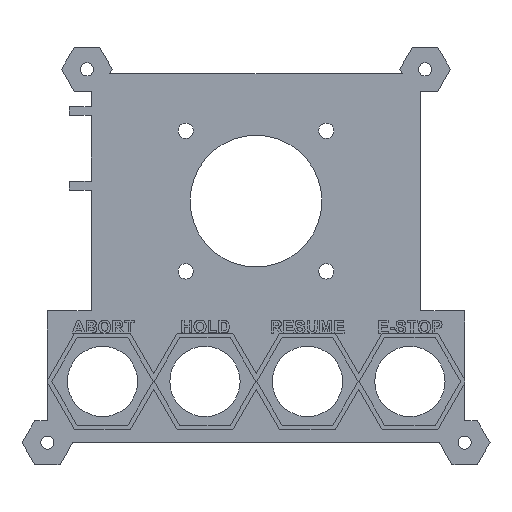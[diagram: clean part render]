
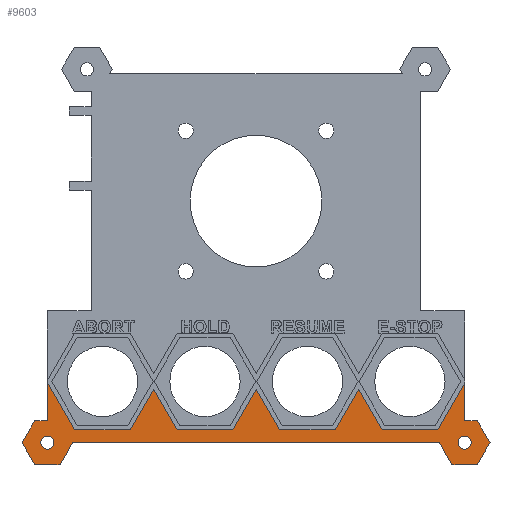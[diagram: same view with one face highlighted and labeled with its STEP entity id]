
A CAD part, top view. The second image highlights one B-rep face of the part: STEP entity #9603.
In plain terms, the highlighted planar face has unit normal (0, 0, 1).
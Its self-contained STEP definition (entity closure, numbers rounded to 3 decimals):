
#260=FACE_BOUND('',#1973,.T.);
#261=FACE_BOUND('',#1974,.T.);
#940=PLANE('',#9932);
#1438=FACE_OUTER_BOUND('',#1972,.T.);
#1972=EDGE_LOOP('',(#8880,#8881,#8882,#8883,#8884,#8885,#8886,#8887,#8888,
#8889,#8890,#8891,#8892,#8893,#8894,#8895,#8896,#8897,#8898,#8899,#8900,
#8901,#8902,#8903,#8904));
#1973=EDGE_LOOP('',(#8905));
#1974=EDGE_LOOP('',(#8906));
#2843=LINE('',#17729,#3797);
#2847=LINE('',#17737,#3801);
#2850=LINE('',#17743,#3804);
#2853=LINE('',#17749,#3807);
#2856=LINE('',#17755,#3810);
#2859=LINE('',#17761,#3813);
#2862=LINE('',#17767,#3816);
#2865=LINE('',#17773,#3819);
#2881=LINE('',#17806,#3835);
#2885=LINE('',#17814,#3839);
#2888=LINE('',#17820,#3842);
#2891=LINE('',#17825,#3845);
#2895=LINE('',#17835,#3849);
#2896=LINE('',#17837,#3850);
#2897=LINE('',#17839,#3851);
#2898=LINE('',#17841,#3852);
#2899=LINE('',#17843,#3853);
#2900=LINE('',#17845,#3854);
#2901=LINE('',#17847,#3855);
#2902=LINE('',#17849,#3856);
#2903=LINE('',#17851,#3857);
#2904=LINE('',#17853,#3858);
#2905=LINE('',#17855,#3859);
#2906=LINE('',#17857,#3860);
#2907=LINE('',#17858,#3861);
#3797=VECTOR('',#11289,10.);
#3801=VECTOR('',#11295,10.);
#3804=VECTOR('',#11300,10.);
#3807=VECTOR('',#11305,10.);
#3810=VECTOR('',#11310,10.);
#3813=VECTOR('',#11315,10.);
#3816=VECTOR('',#11320,10.);
#3819=VECTOR('',#11325,10.);
#3835=VECTOR('',#11359,10.);
#3839=VECTOR('',#11365,10.);
#3842=VECTOR('',#11370,10.);
#3845=VECTOR('',#11375,10.);
#3849=VECTOR('',#11389,10.);
#3850=VECTOR('',#11390,10.);
#3851=VECTOR('',#11391,10.);
#3852=VECTOR('',#11392,10.);
#3853=VECTOR('',#11393,10.);
#3854=VECTOR('',#11394,10.);
#3855=VECTOR('',#11395,10.);
#3856=VECTOR('',#11396,10.);
#3857=VECTOR('',#11397,10.);
#3858=VECTOR('',#11398,10.);
#3859=VECTOR('',#11399,10.);
#3860=VECTOR('',#11400,10.);
#3861=VECTOR('',#11401,10.);
#3938=CIRCLE('',#9660,1.5);
#3942=CIRCLE('',#9666,1.5);
#3964=VERTEX_POINT('',#11562);
#3968=VERTEX_POINT('',#11574);
#4823=VERTEX_POINT('',#17727);
#4824=VERTEX_POINT('',#17728);
#4827=VERTEX_POINT('',#17736);
#4829=VERTEX_POINT('',#17742);
#4831=VERTEX_POINT('',#17748);
#4833=VERTEX_POINT('',#17754);
#4835=VERTEX_POINT('',#17760);
#4837=VERTEX_POINT('',#17766);
#4839=VERTEX_POINT('',#17772);
#4846=VERTEX_POINT('',#17804);
#4847=VERTEX_POINT('',#17805);
#4850=VERTEX_POINT('',#17813);
#4852=VERTEX_POINT('',#17819);
#4854=VERTEX_POINT('',#17834);
#4855=VERTEX_POINT('',#17836);
#4856=VERTEX_POINT('',#17838);
#4857=VERTEX_POINT('',#17840);
#4858=VERTEX_POINT('',#17842);
#4859=VERTEX_POINT('',#17844);
#4860=VERTEX_POINT('',#17846);
#4861=VERTEX_POINT('',#17848);
#4862=VERTEX_POINT('',#17850);
#4863=VERTEX_POINT('',#17852);
#4864=VERTEX_POINT('',#17854);
#4865=VERTEX_POINT('',#17856);
#4904=EDGE_CURVE('',#3964,#3964,#3938,.T.);
#4910=EDGE_CURVE('',#3968,#3968,#3942,.T.);
#6173=EDGE_CURVE('',#4823,#4824,#2843,.T.);
#6177=EDGE_CURVE('',#4824,#4827,#2847,.T.);
#6180=EDGE_CURVE('',#4827,#4829,#2850,.T.);
#6183=EDGE_CURVE('',#4829,#4831,#2853,.T.);
#6186=EDGE_CURVE('',#4831,#4833,#2856,.T.);
#6189=EDGE_CURVE('',#4833,#4835,#2859,.T.);
#6192=EDGE_CURVE('',#4835,#4837,#2862,.T.);
#6195=EDGE_CURVE('',#4837,#4839,#2865,.T.);
#6211=EDGE_CURVE('',#4846,#4847,#2881,.T.);
#6215=EDGE_CURVE('',#4847,#4850,#2885,.T.);
#6218=EDGE_CURVE('',#4850,#4852,#2888,.T.);
#6221=EDGE_CURVE('',#4852,#4823,#2891,.T.);
#6225=EDGE_CURVE('',#4839,#4854,#2895,.T.);
#6226=EDGE_CURVE('',#4854,#4855,#2896,.T.);
#6227=EDGE_CURVE('',#4855,#4856,#2897,.T.);
#6228=EDGE_CURVE('',#4856,#4857,#2898,.T.);
#6229=EDGE_CURVE('',#4857,#4858,#2899,.T.);
#6230=EDGE_CURVE('',#4858,#4859,#2900,.T.);
#6231=EDGE_CURVE('',#4859,#4860,#2901,.T.);
#6232=EDGE_CURVE('',#4860,#4861,#2902,.T.);
#6233=EDGE_CURVE('',#4861,#4862,#2903,.T.);
#6234=EDGE_CURVE('',#4862,#4863,#2904,.T.);
#6235=EDGE_CURVE('',#4863,#4864,#2905,.T.);
#6236=EDGE_CURVE('',#4864,#4865,#2906,.T.);
#6237=EDGE_CURVE('',#4865,#4846,#2907,.T.);
#8880=ORIENTED_EDGE('',*,*,#6195,.T.);
#8881=ORIENTED_EDGE('',*,*,#6225,.T.);
#8882=ORIENTED_EDGE('',*,*,#6226,.T.);
#8883=ORIENTED_EDGE('',*,*,#6227,.T.);
#8884=ORIENTED_EDGE('',*,*,#6228,.T.);
#8885=ORIENTED_EDGE('',*,*,#6229,.T.);
#8886=ORIENTED_EDGE('',*,*,#6230,.T.);
#8887=ORIENTED_EDGE('',*,*,#6231,.T.);
#8888=ORIENTED_EDGE('',*,*,#6232,.T.);
#8889=ORIENTED_EDGE('',*,*,#6233,.T.);
#8890=ORIENTED_EDGE('',*,*,#6234,.T.);
#8891=ORIENTED_EDGE('',*,*,#6235,.T.);
#8892=ORIENTED_EDGE('',*,*,#6236,.T.);
#8893=ORIENTED_EDGE('',*,*,#6237,.T.);
#8894=ORIENTED_EDGE('',*,*,#6211,.T.);
#8895=ORIENTED_EDGE('',*,*,#6215,.T.);
#8896=ORIENTED_EDGE('',*,*,#6218,.T.);
#8897=ORIENTED_EDGE('',*,*,#6221,.T.);
#8898=ORIENTED_EDGE('',*,*,#6173,.T.);
#8899=ORIENTED_EDGE('',*,*,#6177,.T.);
#8900=ORIENTED_EDGE('',*,*,#6180,.T.);
#8901=ORIENTED_EDGE('',*,*,#6183,.T.);
#8902=ORIENTED_EDGE('',*,*,#6186,.T.);
#8903=ORIENTED_EDGE('',*,*,#6189,.T.);
#8904=ORIENTED_EDGE('',*,*,#6192,.T.);
#8905=ORIENTED_EDGE('',*,*,#4904,.T.);
#8906=ORIENTED_EDGE('',*,*,#4910,.T.);
#9603=ADVANCED_FACE('',(#1438,#260,#261),#940,.T.);
#9660=AXIS2_PLACEMENT_3D('',#11563,#9978,#9979);
#9666=AXIS2_PLACEMENT_3D('',#11575,#9992,#9993);
#9932=AXIS2_PLACEMENT_3D('',#17833,#11387,#11388);
#9978=DIRECTION('center_axis',(0.,0.,-1.));
#9979=DIRECTION('ref_axis',(-1.,0.,0.));
#9992=DIRECTION('center_axis',(0.,0.,-1.));
#9993=DIRECTION('ref_axis',(-1.,0.,0.));
#11289=DIRECTION('',(-1.,0.,0.));
#11295=DIRECTION('',(-0.5,0.866,0.));
#11300=DIRECTION('',(-0.5,-0.866,0.));
#11305=DIRECTION('',(-1.,0.,0.));
#11310=DIRECTION('',(-0.5,0.866,0.));
#11315=DIRECTION('',(-0.5,-0.866,0.));
#11320=DIRECTION('',(-1.,0.,0.));
#11325=DIRECTION('',(-0.5,0.866,0.));
#11359=DIRECTION('',(-0.5,-0.866,0.));
#11365=DIRECTION('',(-1.,0.,0.));
#11370=DIRECTION('',(-0.5,0.866,0.));
#11375=DIRECTION('',(-0.5,-0.866,0.));
#11387=DIRECTION('center_axis',(0.,0.,1.));
#11388=DIRECTION('ref_axis',(1.,0.,0.));
#11389=DIRECTION('',(0.,-1.,0.));
#11390=DIRECTION('',(-1.,0.,0.));
#11391=DIRECTION('',(-0.5,-0.866,0.));
#11392=DIRECTION('',(0.5,-0.866,0.));
#11393=DIRECTION('',(1.,0.,0.));
#11394=DIRECTION('',(0.5,0.866,0.));
#11395=DIRECTION('',(1.,0.,0.));
#11396=DIRECTION('',(0.5,-0.866,0.));
#11397=DIRECTION('',(1.,0.,0.));
#11398=DIRECTION('',(0.5,0.866,0.));
#11399=DIRECTION('',(-0.5,0.866,0.));
#11400=DIRECTION('',(-1.,0.,0.));
#11401=DIRECTION('',(0.,1.,0.));
#11562=CARTESIAN_POINT('',(49.,-55.,42.5));
#11563=CARTESIAN_POINT('Origin',(47.5,-55.,42.5));
#11574=CARTESIAN_POINT('',(-46.,-55.,42.5));
#11575=CARTESIAN_POINT('Origin',(-47.5,-55.,42.5));
#17727=CARTESIAN_POINT('',(18.065,-52.068,42.5));
#17728=CARTESIAN_POINT('',(5.363,-52.068,42.5));
#17729=CARTESIAN_POINT('',(2.681,-52.068,42.5));
#17736=CARTESIAN_POINT('',(0.047,-42.861,42.5));
#17737=CARTESIAN_POINT('',(-6.532,-31.465,42.5));
#17742=CARTESIAN_POINT('',(-5.269,-52.068,42.5));
#17743=CARTESIAN_POINT('',(3.956,-36.089,42.5));
#17748=CARTESIAN_POINT('',(-17.971,-52.068,42.5));
#17749=CARTESIAN_POINT('',(-8.985,-52.068,42.5));
#17754=CARTESIAN_POINT('',(-23.286,-42.861,42.5));
#17755=CARTESIAN_POINT('',(-26.949,-36.517,42.5));
#17760=CARTESIAN_POINT('',(-28.602,-52.068,42.5));
#17761=CARTESIAN_POINT('',(-16.46,-31.037,42.5));
#17766=CARTESIAN_POINT('',(-41.304,-52.068,42.5));
#17767=CARTESIAN_POINT('',(-20.652,-52.068,42.5));
#17772=CARTESIAN_POINT('',(-47.5,-41.336,42.5));
#17773=CARTESIAN_POINT('',(-47.806,-40.806,42.5));
#17804=CARTESIAN_POINT('',(47.5,-41.499,42.5));
#17805=CARTESIAN_POINT('',(41.398,-52.068,42.5));
#17806=CARTESIAN_POINT('',(44.79,-46.193,42.5));
#17813=CARTESIAN_POINT('',(28.696,-52.068,42.5));
#17814=CARTESIAN_POINT('',(14.348,-52.068,42.5));
#17819=CARTESIAN_POINT('',(23.38,-42.861,42.5));
#17820=CARTESIAN_POINT('',(13.885,-26.413,42.5));
#17825=CARTESIAN_POINT('',(24.373,-41.141,42.5));
#17833=CARTESIAN_POINT('Origin',(0.,-12.5,42.5));
#17834=CARTESIAN_POINT('',(-47.5,-50.,42.5));
#17835=CARTESIAN_POINT('',(-47.5,-50.,42.5));
#17836=CARTESIAN_POINT('',(-50.387,-50.,42.5));
#17837=CARTESIAN_POINT('',(-50.387,-50.,42.5));
#17838=CARTESIAN_POINT('',(-53.274,-55.,42.5));
#17839=CARTESIAN_POINT('',(-53.274,-55.,42.5));
#17840=CARTESIAN_POINT('',(-50.387,-60.,42.5));
#17841=CARTESIAN_POINT('',(-50.387,-60.,42.5));
#17842=CARTESIAN_POINT('',(-44.613,-60.,42.5));
#17843=CARTESIAN_POINT('',(-44.613,-60.,42.5));
#17844=CARTESIAN_POINT('',(-41.726,-55.,42.5));
#17845=CARTESIAN_POINT('',(-41.726,-55.,42.5));
#17846=CARTESIAN_POINT('',(41.726,-55.,42.5));
#17847=CARTESIAN_POINT('',(41.726,-55.,42.5));
#17848=CARTESIAN_POINT('',(44.613,-60.,42.5));
#17849=CARTESIAN_POINT('',(44.613,-60.,42.5));
#17850=CARTESIAN_POINT('',(50.387,-60.,42.5));
#17851=CARTESIAN_POINT('',(50.387,-60.,42.5));
#17852=CARTESIAN_POINT('',(53.274,-55.,42.5));
#17853=CARTESIAN_POINT('',(53.274,-55.,42.5));
#17854=CARTESIAN_POINT('',(50.387,-50.,42.5));
#17855=CARTESIAN_POINT('',(50.387,-50.,42.5));
#17856=CARTESIAN_POINT('',(47.5,-50.,42.5));
#17857=CARTESIAN_POINT('',(47.5,-50.,42.5));
#17858=CARTESIAN_POINT('',(47.5,-25.,42.5));
